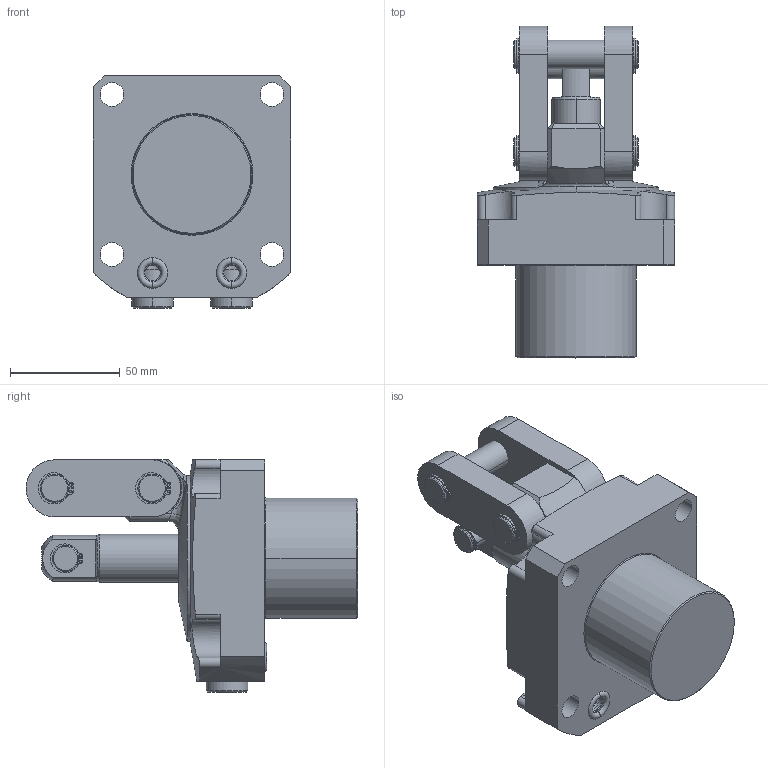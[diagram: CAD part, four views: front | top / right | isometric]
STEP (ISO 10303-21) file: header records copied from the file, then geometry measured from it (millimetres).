
FILE_DESCRIPTION((''),'2;1');
FILE_NAME('ILCMV41622800','2018-11-06T',('ngp'),(''),'PRO/ENGINEER BY PARAMETRIC TECHNOLOGY CORPORATION, 2013320','PRO/ENGINEER BY PARAMETRIC TECHNOLOGY CORPORATION, 2013320','');
FILE_SCHEMA(('AUTOMOTIVE_DESIGN { 1 0 10303 214 1 1 1 1 }'));
Length unit declared in the file: millimetre
Products named in the file (3): ILCMV41622800_BODY; ILCMV41622800_LUG; ILCMV41622800
Assembly tree (2 placements, depth 2):
  ILCMV41622800
    ILCMV41622800_BODY
    ILCMV41622800_LUG
Bounding box: 90 x 151.4 x 106.05 mm (x, y, z)
Volume: 475087.8 mm3; surface area: 78346.1 mm2
Topology: 4 solids, 8 shells, 403 faces, 1023 edges, 652 vertices
Faces by surface type: cylinder 169, plane 142, cone 59, torus 21, sphere 8, bspline 4
Entity records: 16110 total; most frequent: CARTESIAN_POINT 2834, DIRECTION 2231, ORIENTED_EDGE 2018, PRESENTATION_STYLE_ASSIGNMENT 1025, STYLED_ITEM 1025, CURVE_STYLE 1017, EDGE_CURVE 1017, AXIS2_PLACEMENT_3D 897
